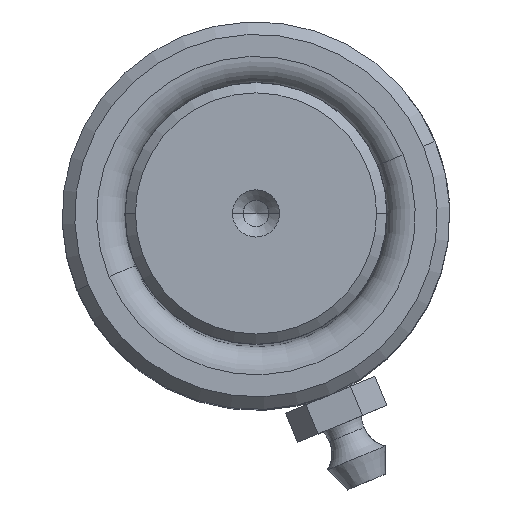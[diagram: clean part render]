
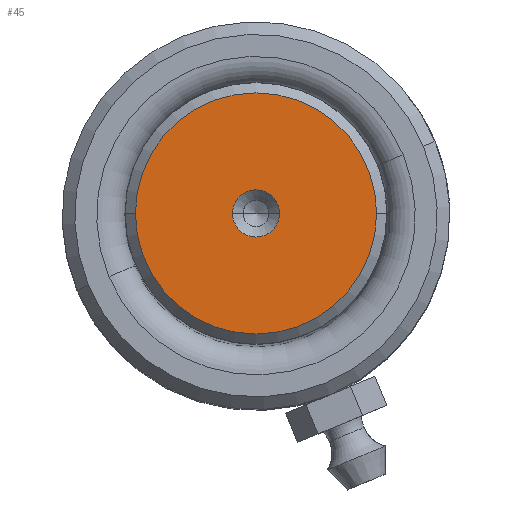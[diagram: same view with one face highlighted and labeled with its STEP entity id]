
A CAD part, top view. The second image highlights one B-rep face of the part: STEP entity #45.
In plain terms, the highlighted planar face has unit normal (0, 0, 1).
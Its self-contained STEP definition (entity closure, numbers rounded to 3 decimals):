
#45 = ADVANCED_FACE ( 'NONE', ( #5920, #1206 ), #409, .T. ) ;
#409 = PLANE ( 'NONE',  #996 ) ;
#566 = CIRCLE ( 'NONE', #2523, 11.509 ) ;
#743 = EDGE_LOOP ( 'NONE', ( #3625, #3222 ) ) ;
#885 = VERTEX_POINT ( 'NONE', #1281 ) ;
#888 = CIRCLE ( 'NONE', #6687, 11.509 ) ;
#996 = AXIS2_PLACEMENT_3D ( 'NONE', #6647, #4904, #4386 ) ;
#1206 = FACE_OUTER_BOUND ( 'NONE', #743, .T. ) ;
#1281 = CARTESIAN_POINT ( 'NONE',  ( -2.25, 0., 180. ) ) ;
#1768 = CARTESIAN_POINT ( 'NONE',  ( -11.509, 0., 180. ) ) ;
#1986 = DIRECTION ( 'NONE',  ( 0., 0., 1. ) ) ;
#2523 = AXIS2_PLACEMENT_3D ( 'NONE', #3706, #1986, #3681 ) ;
#2607 = CIRCLE ( 'NONE', #2641, 2.25 ) ;
#2641 = AXIS2_PLACEMENT_3D ( 'NONE', #3872, #7312, #6740 ) ;
#3222 = ORIENTED_EDGE ( 'NONE', *, *, #3553, .T. ) ;
#3314 = CARTESIAN_POINT ( 'NONE',  ( 0., 0., 180. ) ) ;
#3553 = EDGE_CURVE ( 'NONE', #6039, #5081, #566, .T. ) ;
#3625 = ORIENTED_EDGE ( 'NONE', *, *, #7217, .T. ) ;
#3681 = DIRECTION ( 'NONE',  ( 1., 0., 0. ) ) ;
#3706 = CARTESIAN_POINT ( 'NONE',  ( 0., 0., 180. ) ) ;
#3872 = CARTESIAN_POINT ( 'NONE',  ( 0., 0., 180. ) ) ;
#4131 = CARTESIAN_POINT ( 'NONE',  ( 11.509, 0., 180. ) ) ;
#4386 = DIRECTION ( 'NONE',  ( 1., 0., 0. ) ) ;
#4783 = ORIENTED_EDGE ( 'NONE', *, *, #6518, .F. ) ;
#4904 = DIRECTION ( 'NONE',  ( 0., 0., 1. ) ) ;
#5065 = CARTESIAN_POINT ( 'NONE',  ( 2.25, 0., 180. ) ) ;
#5080 = DIRECTION ( 'NONE',  ( 0., 0., 1. ) ) ;
#5081 = VERTEX_POINT ( 'NONE', #1768 ) ;
#5701 = AXIS2_PLACEMENT_3D ( 'NONE', #3314, #5080, #7288 ) ;
#5847 = VERTEX_POINT ( 'NONE', #5065 ) ;
#5920 = FACE_BOUND ( 'NONE', #6765, .T. ) ;
#6039 = VERTEX_POINT ( 'NONE', #4131 ) ;
#6155 = DIRECTION ( 'NONE',  ( 0., 0., 1. ) ) ;
#6183 = DIRECTION ( 'NONE',  ( 1., 0., 0. ) ) ;
#6518 = EDGE_CURVE ( 'NONE', #5847, #885, #2607, .T. ) ;
#6543 = EDGE_CURVE ( 'NONE', #885, #5847, #6592, .T. ) ;
#6592 = CIRCLE ( 'NONE', #5701, 2.25 ) ;
#6647 = CARTESIAN_POINT ( 'NONE',  ( 0., 0., 180. ) ) ;
#6687 = AXIS2_PLACEMENT_3D ( 'NONE', #6981, #6155, #6183 ) ;
#6740 = DIRECTION ( 'NONE',  ( 1., 0., 0. ) ) ;
#6765 = EDGE_LOOP ( 'NONE', ( #4783, #6780 ) ) ;
#6780 = ORIENTED_EDGE ( 'NONE', *, *, #6543, .F. ) ;
#6981 = CARTESIAN_POINT ( 'NONE',  ( 0., 0., 180. ) ) ;
#7217 = EDGE_CURVE ( 'NONE', #5081, #6039, #888, .T. ) ;
#7288 = DIRECTION ( 'NONE',  ( 1., 0., 0. ) ) ;
#7312 = DIRECTION ( 'NONE',  ( 0., 0., 1. ) ) ;
